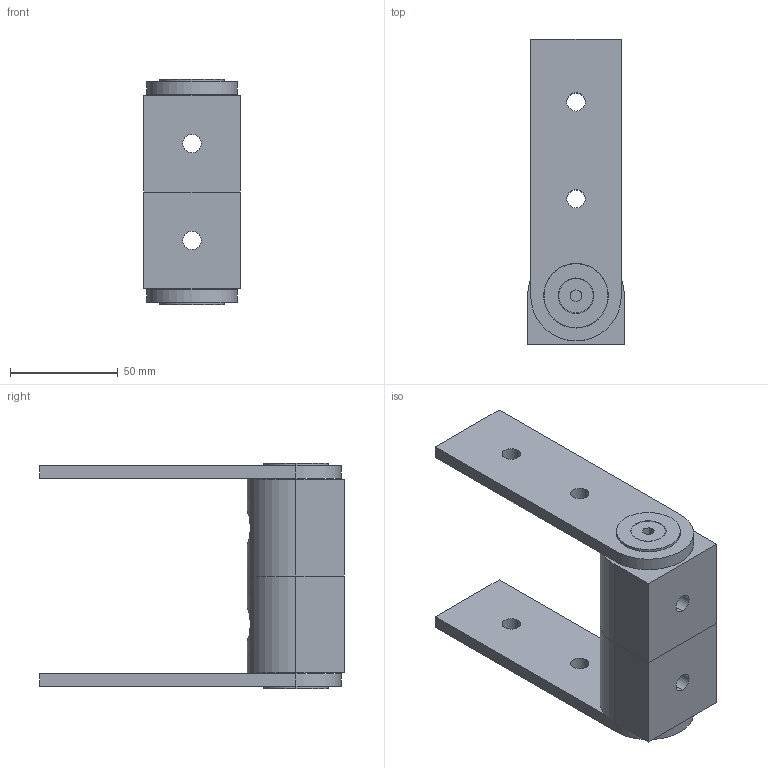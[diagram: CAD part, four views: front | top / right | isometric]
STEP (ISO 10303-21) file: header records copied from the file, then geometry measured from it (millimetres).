
FILE_DESCRIPTION (( 'STEP AP214' ), '1' );
FILE_NAME ('6121476', '2019-02-04T08:23:05', ( '' ), ('JUGARD+KÜNSTNER GmbH'), 'SwSTEP 2.0', 'SolidWorks 2017', '' );
FILE_SCHEMA (( 'AUTOMOTIVE_DESIGN' ));
Length unit declared in the file: millimetre
Products named in the file (6): Kopie von Lasche 45^Kopie von Laschen_6121476; Kopie von Gelenk^6121476; Kopie von Laschen^6121476; 6121476_CNAJF00; Kopie von Gelenk_2^6121476; Kopie von Lasche 45_2^Kopie von Laschen_6121476
Assembly tree (5 placements, depth 3):
  6121476_CNAJF00
    Kopie von Gelenk^6121476
    Kopie von Gelenk_2^6121476
    Kopie von Laschen^6121476
      Kopie von Lasche 45^Kopie von Laschen_6121476
      Kopie von Lasche 45_2^Kopie von Laschen_6121476
Bounding box: 45 x 141.5 x 104.9 mm (x, y, z)
Volume: 217154.6 mm3; surface area: 55497.1 mm2
Topology: 4 solids, 4 shells, 94 faces, 228 edges, 152 vertices
Faces by surface type: cylinder 48, plane 46
Entity records: 3680 total; most frequent: CARTESIAN_POINT 921, DIRECTION 498, ORIENTED_EDGE 456, EDGE_CURVE 228, AXIS2_PLACEMENT_3D 187, VERTEX_POINT 152, EDGE_LOOP 124, VECTOR 124
